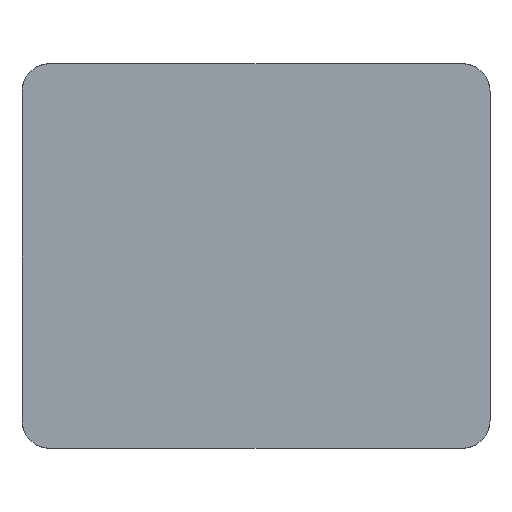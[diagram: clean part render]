
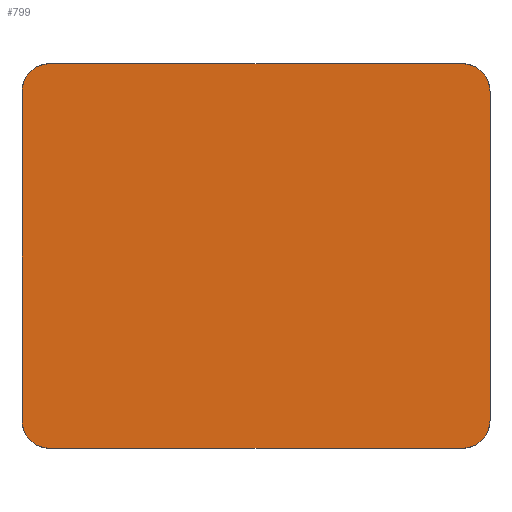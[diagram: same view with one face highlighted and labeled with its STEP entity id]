
A CAD part, front view. The second image highlights one B-rep face of the part: STEP entity #799.
In plain terms, the highlighted planar face has unit normal (0, -1, 0).
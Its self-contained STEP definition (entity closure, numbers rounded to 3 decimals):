
#131=FACE_OUTER_BOUND('',#188,.T.);
#188=EDGE_LOOP('',(#538,#539,#540,#541,#542,#543,#544,#545));
#245=CIRCLE('',#871,1.5);
#246=CIRCLE('',#872,1.5);
#247=CIRCLE('',#873,1.5);
#248=CIRCLE('',#874,1.5);
#281=LINE('',#1063,#309);
#282=LINE('',#1067,#310);
#283=LINE('',#1071,#311);
#284=LINE('',#1075,#312);
#309=VECTOR('',#927,22.25);
#310=VECTOR('',#930,17.75);
#311=VECTOR('',#933,22.25);
#312=VECTOR('',#936,17.75);
#337=VERTEX_POINT('',#1061);
#338=VERTEX_POINT('',#1062);
#339=VERTEX_POINT('',#1064);
#340=VERTEX_POINT('',#1066);
#341=VERTEX_POINT('',#1068);
#342=VERTEX_POINT('',#1070);
#343=VERTEX_POINT('',#1072);
#344=VERTEX_POINT('',#1074);
#410=EDGE_CURVE('',#337,#338,#281,.T.);
#411=EDGE_CURVE('',#338,#339,#245,.T.);
#412=EDGE_CURVE('',#339,#340,#282,.T.);
#413=EDGE_CURVE('',#340,#341,#246,.T.);
#414=EDGE_CURVE('',#342,#341,#283,.T.);
#415=EDGE_CURVE('',#342,#343,#247,.T.);
#416=EDGE_CURVE('',#344,#343,#284,.T.);
#417=EDGE_CURVE('',#344,#337,#248,.T.);
#538=ORIENTED_EDGE('',*,*,#410,.T.);
#539=ORIENTED_EDGE('',*,*,#411,.T.);
#540=ORIENTED_EDGE('',*,*,#412,.T.);
#541=ORIENTED_EDGE('',*,*,#413,.T.);
#542=ORIENTED_EDGE('',*,*,#414,.F.);
#543=ORIENTED_EDGE('',*,*,#415,.T.);
#544=ORIENTED_EDGE('',*,*,#416,.F.);
#545=ORIENTED_EDGE('',*,*,#417,.T.);
#794=PLANE('',#870);
#799=ADVANCED_FACE('',(#131),#794,.F.);
#870=AXIS2_PLACEMENT_3D('',#1060,#925,#926);
#871=AXIS2_PLACEMENT_3D('',#1065,#928,#929);
#872=AXIS2_PLACEMENT_3D('',#1069,#931,#932);
#873=AXIS2_PLACEMENT_3D('',#1073,#934,#935);
#874=AXIS2_PLACEMENT_3D('',#1076,#937,#938);
#925=DIRECTION('center_axis',(0.,1.,0.));
#926=DIRECTION('ref_axis',(1.,0.,0.));
#927=DIRECTION('',(1.,0.,0.));
#928=DIRECTION('center_axis',(0.,-1.,0.));
#929=DIRECTION('ref_axis',(0.,0.,-1.));
#930=DIRECTION('',(0.,0.,1.));
#931=DIRECTION('center_axis',(0.,-1.,0.));
#932=DIRECTION('ref_axis',(1.,0.,0.));
#933=DIRECTION('',(1.,0.,0.));
#934=DIRECTION('center_axis',(0.,-1.,0.));
#935=DIRECTION('ref_axis',(0.,0.,1.));
#936=DIRECTION('',(0.,0.,1.));
#937=DIRECTION('center_axis',(0.,-1.,0.));
#938=DIRECTION('ref_axis',(-1.,0.,0.));
#1060=CARTESIAN_POINT('Origin',(-0.25,19.25,-0.5));
#1061=CARTESIAN_POINT('',(-11.375,19.25,-10.875));
#1062=CARTESIAN_POINT('',(10.875,19.25,-10.875));
#1063=CARTESIAN_POINT('',(-11.375,19.25,-10.875));
#1064=CARTESIAN_POINT('',(12.375,19.25,-9.375));
#1065=CARTESIAN_POINT('Origin',(10.875,19.25,-9.375));
#1066=CARTESIAN_POINT('',(12.375,19.25,8.375));
#1067=CARTESIAN_POINT('',(12.375,19.25,-9.375));
#1068=CARTESIAN_POINT('',(10.875,19.25,9.875));
#1069=CARTESIAN_POINT('Origin',(10.875,19.25,8.375));
#1070=CARTESIAN_POINT('',(-11.375,19.25,9.875));
#1071=CARTESIAN_POINT('',(-11.375,19.25,9.875));
#1072=CARTESIAN_POINT('',(-12.875,19.25,8.375));
#1073=CARTESIAN_POINT('Origin',(-11.375,19.25,8.375));
#1074=CARTESIAN_POINT('',(-12.875,19.25,-9.375));
#1075=CARTESIAN_POINT('',(-12.875,19.25,-9.375));
#1076=CARTESIAN_POINT('Origin',(-11.375,19.25,-9.375));
